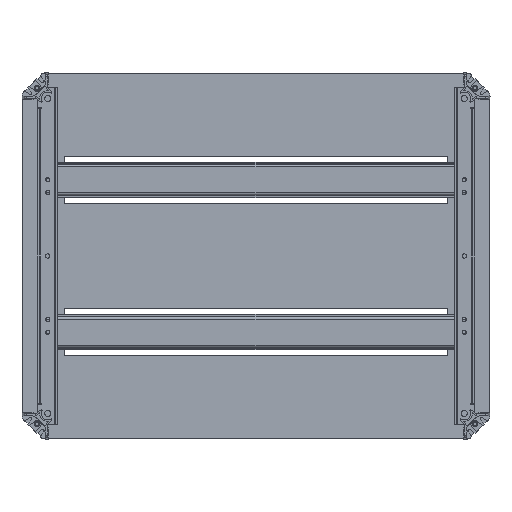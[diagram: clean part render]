
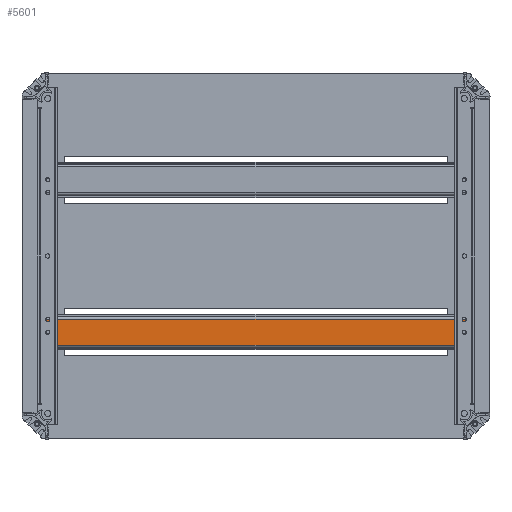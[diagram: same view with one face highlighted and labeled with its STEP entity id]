
A CAD part, front view. The second image highlights one B-rep face of the part: STEP entity #5601.
In plain terms, the highlighted planar face has unit normal (0, -1, 0).
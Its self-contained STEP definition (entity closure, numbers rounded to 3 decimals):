
#58 = AXIS2_PLACEMENT_3D ( 'NONE', #10709, #2587, #435 ) ;
#124 = DIRECTION ( 'NONE',  ( 0., 0., 1. ) ) ;
#435 = DIRECTION ( 'NONE',  ( 0., 0., 1. ) ) ;
#1009 = VECTOR ( 'NONE', #13984, 1000. ) ;
#1068 = ORIENTED_EDGE ( 'NONE', *, *, #17078, .F. ) ;
#1225 = VERTEX_POINT ( 'NONE', #2097 ) ;
#1743 = CIRCLE ( 'NONE', #58, 2.25 ) ;
#2097 = CARTESIAN_POINT ( 'NONE',  ( 2.25, -1.5, 210. ) ) ;
#2464 = CARTESIAN_POINT ( 'NONE',  ( 2.25, -1.5, -210. ) ) ;
#2491 = EDGE_CURVE ( 'NONE', #5959, #9158, #9736, .T. ) ;
#2533 = DIRECTION ( 'NONE',  ( 0., 0., -1. ) ) ;
#2587 = DIRECTION ( 'NONE',  ( 0., 1., 0. ) ) ;
#2731 = ORIENTED_EDGE ( 'NONE', *, *, #5236, .T. ) ;
#2829 = EDGE_CURVE ( 'NONE', #22182, #9032, #4457, .T. ) ;
#3023 = DIRECTION ( 'NONE',  ( 0., 0., 1. ) ) ;
#3054 = VECTOR ( 'NONE', #12624, 1000. ) ;
#3129 = EDGE_CURVE ( 'NONE', #7144, #1225, #20168, .T. ) ;
#3144 = EDGE_CURVE ( 'NONE', #9158, #24993, #26254, .T. ) ;
#3255 = CARTESIAN_POINT ( 'NONE',  ( 13.5, -1.5, 210. ) ) ;
#3309 = CARTESIAN_POINT ( 'NONE',  ( 12.7, -1.5, 210. ) ) ;
#3361 = VECTOR ( 'NONE', #13489, 1000. ) ;
#3817 = CIRCLE ( 'NONE', #15073, 2.25 ) ;
#3989 = VERTEX_POINT ( 'NONE', #17108 ) ;
#4167 = CARTESIAN_POINT ( 'NONE',  ( 13.5, -1.5, 210. ) ) ;
#4313 = DIRECTION ( 'NONE',  ( 0., 1., 0. ) ) ;
#4315 = EDGE_CURVE ( 'NONE', #22182, #24993, #16500, .T. ) ;
#4457 = LINE ( 'NONE', #10246, #21825 ) ;
#5236 = EDGE_CURVE ( 'NONE', #10979, #3989, #1743, .T. ) ;
#5569 = CARTESIAN_POINT ( 'NONE',  ( 13.5, -1.5, -210. ) ) ;
#5601 = ADVANCED_FACE ( 'NONE', ( #8832 ), #22023, .F. ) ;
#5959 = VERTEX_POINT ( 'NONE', #21309 ) ;
#6350 = EDGE_CURVE ( 'NONE', #13733, #10979, #10427, .T. ) ;
#6464 = DIRECTION ( 'NONE',  ( 0., 0., 1. ) ) ;
#7074 = VECTOR ( 'NONE', #15802, 1000. ) ;
#7144 = VERTEX_POINT ( 'NONE', #11214 ) ;
#7170 = LINE ( 'NONE', #3255, #23777 ) ;
#7221 = CARTESIAN_POINT ( 'NONE',  ( 13.5, -1.5, -210. ) ) ;
#7634 = CARTESIAN_POINT ( 'NONE',  ( -12.7, -1.5, 210. ) ) ;
#8659 = LINE ( 'NONE', #18627, #3054 ) ;
#8832 = FACE_OUTER_BOUND ( 'NONE', #14752, .T. ) ;
#9032 = VERTEX_POINT ( 'NONE', #23853 ) ;
#9157 = VERTEX_POINT ( 'NONE', #9665 ) ;
#9158 = VERTEX_POINT ( 'NONE', #17998 ) ;
#9665 = CARTESIAN_POINT ( 'NONE',  ( 2.25, -1.5, -210. ) ) ;
#9736 = LINE ( 'NONE', #5569, #1009 ) ;
#9937 = DIRECTION ( 'NONE',  ( 0., 0., 1. ) ) ;
#10070 = CARTESIAN_POINT ( 'NONE',  ( -12.7, -1.5, 210. ) ) ;
#10246 = CARTESIAN_POINT ( 'NONE',  ( -2.25, -1.5, 205. ) ) ;
#10304 = ORIENTED_EDGE ( 'NONE', *, *, #12607, .F. ) ;
#10427 = CIRCLE ( 'NONE', #23050, 2.25 ) ;
#10709 = CARTESIAN_POINT ( 'NONE',  ( 0., -1.5, -205. ) ) ;
#10979 = VERTEX_POINT ( 'NONE', #26632 ) ;
#11214 = CARTESIAN_POINT ( 'NONE',  ( 2.25, -1.5, 205. ) ) ;
#11764 = DIRECTION ( 'NONE',  ( -1., 0., 0. ) ) ;
#11833 = VECTOR ( 'NONE', #9937, 1000. ) ;
#12607 = EDGE_CURVE ( 'NONE', #21322, #25255, #8659, .T. ) ;
#12624 = DIRECTION ( 'NONE',  ( 0., 0., -1. ) ) ;
#13274 = CARTESIAN_POINT ( 'NONE',  ( -2.25, -1.5, -205. ) ) ;
#13472 = DIRECTION ( 'NONE',  ( 0., 0., -1. ) ) ;
#13489 = DIRECTION ( 'NONE',  ( -1., 0., 0. ) ) ;
#13603 = VECTOR ( 'NONE', #14612, 1000. ) ;
#13733 = VERTEX_POINT ( 'NONE', #13274 ) ;
#13984 = DIRECTION ( 'NONE',  ( -1., 0., 0. ) ) ;
#14347 = EDGE_CURVE ( 'NONE', #13733, #5959, #21509, .T. ) ;
#14612 = DIRECTION ( 'NONE',  ( -1., 0., 0. ) ) ;
#14625 = CARTESIAN_POINT ( 'NONE',  ( 0., -1.5, 205. ) ) ;
#14752 = EDGE_LOOP ( 'NONE', ( #26552, #2731, #1068, #23760, #10304, #20630, #19375, #24262, #17340, #23893, #20848, #21849, #16630 ) ) ;
#14959 = DIRECTION ( 'NONE',  ( 0., 0., 1. ) ) ;
#15044 = CARTESIAN_POINT ( 'NONE',  ( 12.7, -1.5, -210. ) ) ;
#15073 = AXIS2_PLACEMENT_3D ( 'NONE', #14625, #4313, #124 ) ;
#15665 = LINE ( 'NONE', #7221, #3361 ) ;
#15766 = CARTESIAN_POINT ( 'NONE',  ( 13.5, -1.5, 210. ) ) ;
#15802 = DIRECTION ( 'NONE',  ( 0., 0., 1. ) ) ;
#16078 = CARTESIAN_POINT ( 'NONE',  ( 2.25, -1.5, 210. ) ) ;
#16500 = LINE ( 'NONE', #4167, #13603 ) ;
#16600 = CARTESIAN_POINT ( 'NONE',  ( -2.25, -1.5, 210. ) ) ;
#16630 = ORIENTED_EDGE ( 'NONE', *, *, #14347, .F. ) ;
#16789 = CARTESIAN_POINT ( 'NONE',  ( 0., -1.5, -205. ) ) ;
#17078 = EDGE_CURVE ( 'NONE', #9157, #3989, #20962, .T. ) ;
#17108 = CARTESIAN_POINT ( 'NONE',  ( 2.25, -1.5, -205. ) ) ;
#17340 = ORIENTED_EDGE ( 'NONE', *, *, #2829, .F. ) ;
#17998 = CARTESIAN_POINT ( 'NONE',  ( -12.7, -1.5, -210. ) ) ;
#18451 = EDGE_CURVE ( 'NONE', #21322, #1225, #7170, .T. ) ;
#18627 = CARTESIAN_POINT ( 'NONE',  ( 12.7, -1.5, 210. ) ) ;
#19375 = ORIENTED_EDGE ( 'NONE', *, *, #3129, .F. ) ;
#19525 = AXIS2_PLACEMENT_3D ( 'NONE', #15766, #22155, #3023 ) ;
#20168 = LINE ( 'NONE', #16078, #7074 ) ;
#20630 = ORIENTED_EDGE ( 'NONE', *, *, #18451, .T. ) ;
#20848 = ORIENTED_EDGE ( 'NONE', *, *, #3144, .F. ) ;
#20962 = LINE ( 'NONE', #2464, #21148 ) ;
#21148 = VECTOR ( 'NONE', #14959, 1000. ) ;
#21256 = CARTESIAN_POINT ( 'NONE',  ( -2.25, -1.5, -205. ) ) ;
#21309 = CARTESIAN_POINT ( 'NONE',  ( -2.25, -1.5, -210. ) ) ;
#21322 = VERTEX_POINT ( 'NONE', #3309 ) ;
#21509 = LINE ( 'NONE', #21256, #24596 ) ;
#21825 = VECTOR ( 'NONE', #2533, 1000. ) ;
#21849 = ORIENTED_EDGE ( 'NONE', *, *, #2491, .F. ) ;
#22023 = PLANE ( 'NONE',  #19525 ) ;
#22155 = DIRECTION ( 'NONE',  ( 0., 1., 0. ) ) ;
#22182 = VERTEX_POINT ( 'NONE', #16600 ) ;
#23050 = AXIS2_PLACEMENT_3D ( 'NONE', #16789, #25075, #6464 ) ;
#23760 = ORIENTED_EDGE ( 'NONE', *, *, #24901, .F. ) ;
#23777 = VECTOR ( 'NONE', #11764, 1000. ) ;
#23853 = CARTESIAN_POINT ( 'NONE',  ( -2.25, -1.5, 205. ) ) ;
#23893 = ORIENTED_EDGE ( 'NONE', *, *, #4315, .T. ) ;
#24262 = ORIENTED_EDGE ( 'NONE', *, *, #24561, .T. ) ;
#24561 = EDGE_CURVE ( 'NONE', #7144, #9032, #3817, .T. ) ;
#24596 = VECTOR ( 'NONE', #13472, 1000. ) ;
#24901 = EDGE_CURVE ( 'NONE', #25255, #9157, #15665, .T. ) ;
#24993 = VERTEX_POINT ( 'NONE', #10070 ) ;
#25075 = DIRECTION ( 'NONE',  ( 0., 1., 0. ) ) ;
#25255 = VERTEX_POINT ( 'NONE', #15044 ) ;
#26254 = LINE ( 'NONE', #7634, #11833 ) ;
#26552 = ORIENTED_EDGE ( 'NONE', *, *, #6350, .T. ) ;
#26632 = CARTESIAN_POINT ( 'NONE',  ( 0., -1.5, -202.75 ) ) ;
